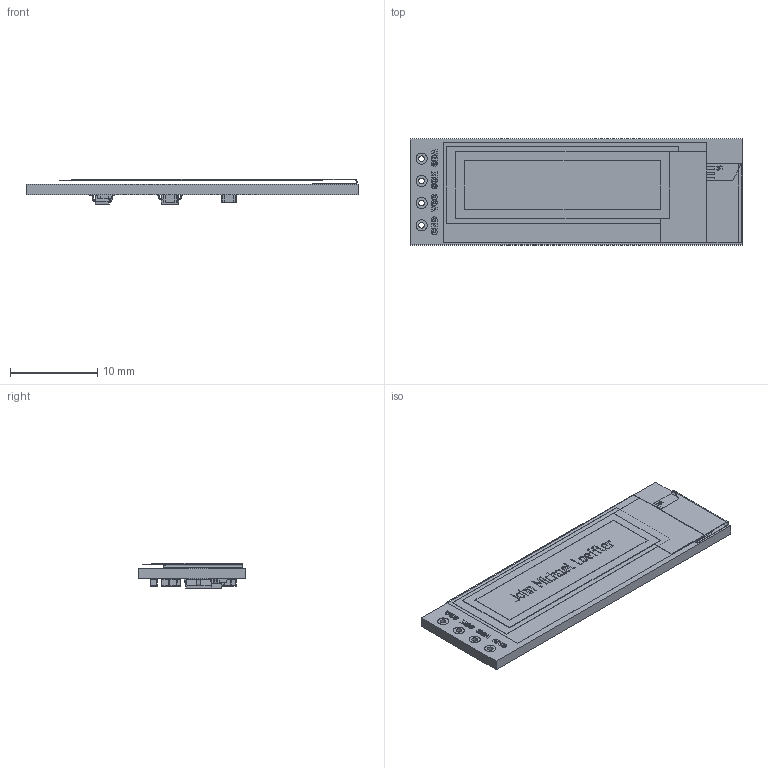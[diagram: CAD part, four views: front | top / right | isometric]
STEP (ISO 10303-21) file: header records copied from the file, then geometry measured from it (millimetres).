
FILE_DESCRIPTION(/* description */ ('Unknown'),/* implementation_level */ '2;1');
FILE_NAME(/* name */ '0.91in OLED Module - Without Glass',/* time_stamp */ '2018-11-06T16:58:40-05:00',/* author */ ('Unknown'),/* organization */ ('Unknown'),/* preprocessor_version */ 'ST-DEVELOPER v16.7',/* originating_system */ 'DEX',/* authorisation */ $);
FILE_SCHEMA (('AUTOMOTIVE_DESIGN {1 0 10303 214 3 1 1}'));
Length unit declared in the file: millimetre
Products named in the file (7): 0.91in OLED Module - Without Glass; 0.91in oled Module - Board; 0.91in OLED - Folded Flush - Without Glass; 0603 Capacitor; 0603 Resistor; SOT23-3; Diode (SOD-323)
Assembly tree (18 placements, depth 2):
  0.91in OLED Module - Without Glass
    0.91in oled Module - Board
    0.91in OLED - Folded Flush - Without Glass
    0603 Capacitor  x9
    0603 Resistor  x5
    SOT23-3
    Diode (SOD-323)
Bounding box: 37.95 x 12.12 x 2.93 mm (x, y, z)
Volume: 598.6 mm3; surface area: 1913.8 mm2
Topology: 19 solids, 39 shells, 1592 faces, 3874 edges, 2546 vertices
Faces by surface type: plane 1262, bspline 213, cylinder 117
Full cylindrical faces by diameter (mm): 0.635 x4, 1.27 x4
Entity records: 53518 total; most frequent: CARTESIAN_POINT 16614, ORIENTED_EDGE 6216, DIRECTION 4628, EDGE_CURVE 3108, LINE 2256, VECTOR 2256, VERTEX_POINT 2074, EDGE_LOOP 1428
